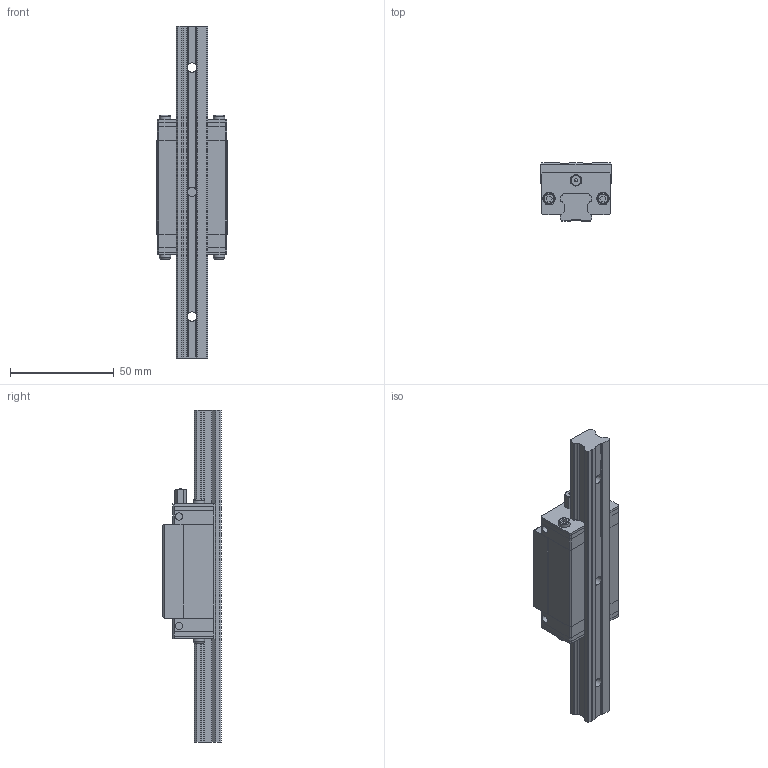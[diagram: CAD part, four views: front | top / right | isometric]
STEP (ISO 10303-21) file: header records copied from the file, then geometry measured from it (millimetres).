
FILE_DESCRIPTION(/* description */ ('Alibre Inc.'),/* implementation_level */ '2;1');
FILE_NAME(/* name */ 'export0',/* time_stamp */ '2018-03-09T09:23:08+01:00',/* author */ (''),/* organization */ (''),/* preprocessor_version */ 'ST-DEVELOPER v14',/* originating_system */ 'Alibre',/* authorisation */ '');
FILE_SCHEMA (('AUTOMOTIVE_DESIGN'));
Length unit declared in the file: millimetre
Products named in the file (7): 1N; DEFAULT_2; DEFAULT_3; DEFAULT_4; DEFAULT; CSHa15
Bounding box: 34 x 28 x 160 mm (x, y, z)
Volume: 68294.6 mm3; surface area: 28615.3 mm2
Topology: 9 solids, 9 shells, 429 faces, 1134 edges, 752 vertices
Faces by surface type: plane 320, cylinder 90, cone 10, torus 8, sphere 1
Full cylindrical faces by diameter (mm): 2.5 x4, 3.242 x4, 3.4 x4, 3.5 x6, 4 x1, 4.1 x4, 4.5 x3, 5.5 x8, 6 x8, 7.5 x3
Entity records: 8818 total; most frequent: CARTESIAN_POINT 2036, ORIENTED_EDGE 1364, DIRECTION 1179, EDGE_CURVE 682, VECTOR 536, LINE 536, VERTEX_POINT 476, AXIS2_PLACEMENT_3D 424
